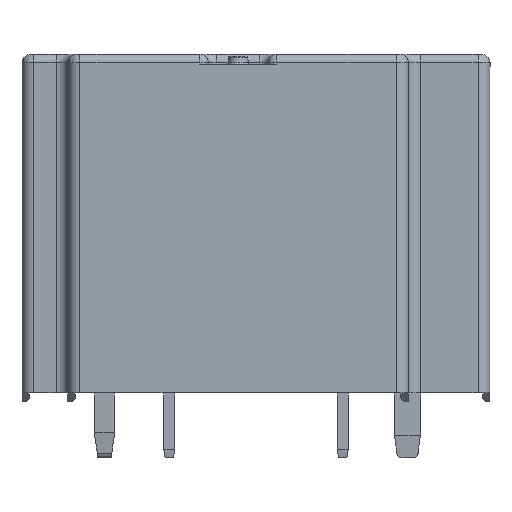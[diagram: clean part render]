
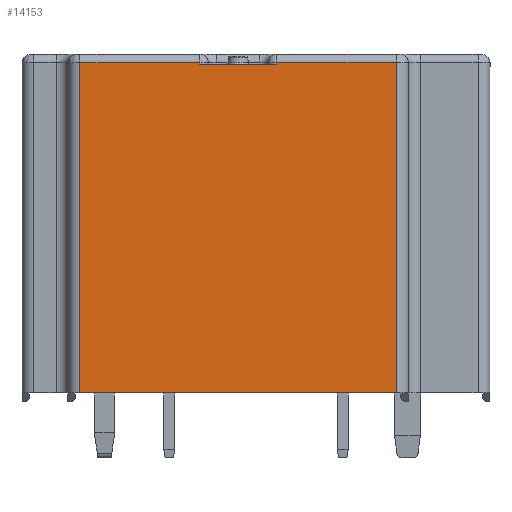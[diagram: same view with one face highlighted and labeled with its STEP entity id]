
A CAD part, front view. The second image highlights one B-rep face of the part: STEP entity #14153.
In plain terms, the highlighted planar face has unit normal (0, -1, 0).
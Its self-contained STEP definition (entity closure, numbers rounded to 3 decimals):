
#99 = DIRECTION ( 'NONE',  ( 0., 0., -1. ) ) ;
#249 = ORIENTED_EDGE ( 'NONE', *, *, #15107, .T. ) ;
#322 = VECTOR ( 'NONE', #19791, 1000. ) ;
#663 = EDGE_CURVE ( 'NONE', #21533, #19305, #22608, .T. ) ;
#689 = VERTEX_POINT ( 'NONE', #17341 ) ;
#975 = CARTESIAN_POINT ( 'NONE',  ( -10.35, -16.1, 0.5 ) ) ;
#1414 = ORIENTED_EDGE ( 'NONE', *, *, #20380, .T. ) ;
#1673 = DIRECTION ( 'NONE',  ( 0., 0., -1. ) ) ;
#2299 = DIRECTION ( 'NONE',  ( 0., -1., 0. ) ) ;
#2536 = LINE ( 'NONE', #18323, #322 ) ;
#2843 = LINE ( 'NONE', #18408, #14239 ) ;
#2895 = EDGE_CURVE ( 'NONE', #7658, #7552, #6914, .T. ) ;
#2993 = VERTEX_POINT ( 'NONE', #14685 ) ;
#3589 = VECTOR ( 'NONE', #6756, 1000. ) ;
#4036 = AXIS2_PLACEMENT_3D ( 'NONE', #17955, #2299, #99 ) ;
#4880 = DIRECTION ( 'NONE',  ( 0., 0., 1. ) ) ;
#5118 = VERTEX_POINT ( 'NONE', #5503 ) ;
#5151 = CARTESIAN_POINT ( 'NONE',  ( -3.3, -16.1, 19.8 ) ) ;
#5181 = VECTOR ( 'NONE', #16923, 1000. ) ;
#5502 = CARTESIAN_POINT ( 'NONE',  ( -10.35, -16.1, 19.9 ) ) ;
#5503 = CARTESIAN_POINT ( 'NONE',  ( 1.2, -16.1, 19.8 ) ) ;
#6104 = EDGE_LOOP ( 'NONE', ( #11425, #22275, #22151, #14098, #6846, #249, #1414, #15219 ) ) ;
#6683 = VECTOR ( 'NONE', #4880, 1000. ) ;
#6756 = DIRECTION ( 'NONE',  ( 1., 0., 0. ) ) ;
#6846 = ORIENTED_EDGE ( 'NONE', *, *, #663, .T. ) ;
#6914 = LINE ( 'NONE', #20763, #6683 ) ;
#7370 = EDGE_CURVE ( 'NONE', #2993, #12551, #2536, .T. ) ;
#7467 = EDGE_CURVE ( 'NONE', #12551, #5118, #15551, .T. ) ;
#7552 = VERTEX_POINT ( 'NONE', #20709 ) ;
#7658 = VERTEX_POINT ( 'NONE', #5151 ) ;
#8324 = LINE ( 'NONE', #13951, #3589 ) ;
#9566 = VECTOR ( 'NONE', #11691, 1000. ) ;
#9959 = CARTESIAN_POINT ( 'NONE',  ( -2.8, -16.1, 19.8 ) ) ;
#10960 = PLANE ( 'NONE',  #4036 ) ;
#11425 = ORIENTED_EDGE ( 'NONE', *, *, #7467, .T. ) ;
#11691 = DIRECTION ( 'NONE',  ( 0., 0., 1. ) ) ;
#12551 = VERTEX_POINT ( 'NONE', #21232 ) ;
#12572 = FACE_OUTER_BOUND ( 'NONE', #6104, .T. ) ;
#13538 = CARTESIAN_POINT ( 'NONE',  ( 8.25, -16.1, 0.5 ) ) ;
#13951 = CARTESIAN_POINT ( 'NONE',  ( -11.05, -16.1, 0.5 ) ) ;
#14098 = ORIENTED_EDGE ( 'NONE', *, *, #16444, .T. ) ;
#14153 = ADVANCED_FACE ( 'NONE', ( #12572 ), #10960, .T. ) ;
#14239 = VECTOR ( 'NONE', #18518, 1000. ) ;
#14552 = VECTOR ( 'NONE', #1673, 1000. ) ;
#14685 = CARTESIAN_POINT ( 'NONE',  ( 8.25, -16.1, 19.9 ) ) ;
#15107 = EDGE_CURVE ( 'NONE', #19305, #689, #8324, .T. ) ;
#15219 = ORIENTED_EDGE ( 'NONE', *, *, #7370, .T. ) ;
#15432 = CARTESIAN_POINT ( 'NONE',  ( 1.2, -16.1, 19.8 ) ) ;
#15551 = LINE ( 'NONE', #15432, #17137 ) ;
#16444 = EDGE_CURVE ( 'NONE', #7552, #21533, #2843, .T. ) ;
#16923 = DIRECTION ( 'NONE',  ( 1., 0., 0. ) ) ;
#17137 = VECTOR ( 'NONE', #22208, 1000. ) ;
#17341 = CARTESIAN_POINT ( 'NONE',  ( 8.25, -16.1, 0.5 ) ) ;
#17955 = CARTESIAN_POINT ( 'NONE',  ( -11.05, -16.1, 0.5 ) ) ;
#18323 = CARTESIAN_POINT ( 'NONE',  ( -11.05, -16.1, 19.9 ) ) ;
#18408 = CARTESIAN_POINT ( 'NONE',  ( -11.05, -16.1, 19.9 ) ) ;
#18518 = DIRECTION ( 'NONE',  ( -1., 0., 0. ) ) ;
#19305 = VERTEX_POINT ( 'NONE', #975 ) ;
#19791 = DIRECTION ( 'NONE',  ( -1., 0., 0. ) ) ;
#20380 = EDGE_CURVE ( 'NONE', #689, #2993, #20515, .T. ) ;
#20515 = LINE ( 'NONE', #13538, #9566 ) ;
#20709 = CARTESIAN_POINT ( 'NONE',  ( -3.3, -16.1, 19.9 ) ) ;
#20763 = CARTESIAN_POINT ( 'NONE',  ( -3.3, -16.1, 20.4 ) ) ;
#21122 = CARTESIAN_POINT ( 'NONE',  ( -10.35, -16.1, 0.5 ) ) ;
#21232 = CARTESIAN_POINT ( 'NONE',  ( 1.2, -16.1, 19.9 ) ) ;
#21393 = EDGE_CURVE ( 'NONE', #7658, #5118, #22215, .T. ) ;
#21533 = VERTEX_POINT ( 'NONE', #5502 ) ;
#22151 = ORIENTED_EDGE ( 'NONE', *, *, #2895, .T. ) ;
#22208 = DIRECTION ( 'NONE',  ( 0., 0., -1. ) ) ;
#22215 = LINE ( 'NONE', #9959, #5181 ) ;
#22275 = ORIENTED_EDGE ( 'NONE', *, *, #21393, .F. ) ;
#22608 = LINE ( 'NONE', #21122, #14552 ) ;
